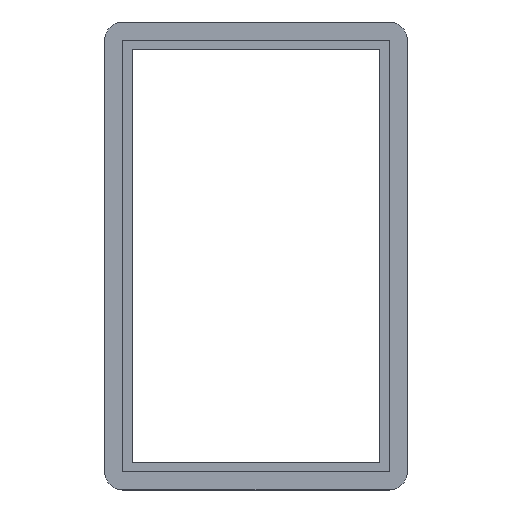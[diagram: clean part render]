
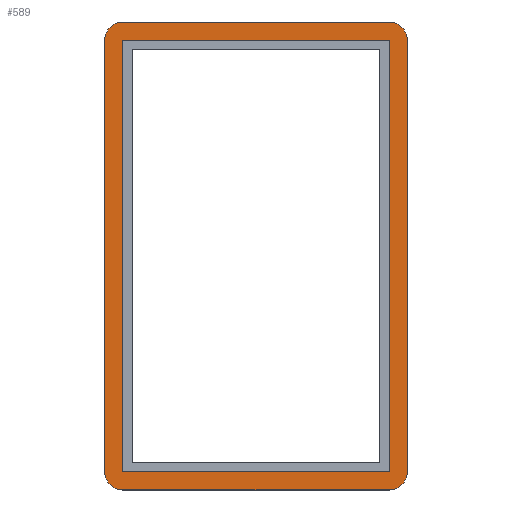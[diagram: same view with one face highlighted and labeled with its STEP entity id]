
A CAD part, top view. The second image highlights one B-rep face of the part: STEP entity #589.
In plain terms, the highlighted planar face has unit normal (0, 0, 1).
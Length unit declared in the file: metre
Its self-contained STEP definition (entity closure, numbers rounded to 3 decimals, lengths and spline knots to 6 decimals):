
#16=CIRCLE('',#630,0.004);
#18=CIRCLE('',#634,0.004);
#20=CIRCLE('',#638,0.004);
#22=CIRCLE('',#642,0.004);
#116=ORIENTED_EDGE('',*,*,#232,.T.);
#117=ORIENTED_EDGE('',*,*,#254,.F.);
#118=ORIENTED_EDGE('',*,*,#251,.T.);
#119=ORIENTED_EDGE('',*,*,#248,.T.);
#120=ORIENTED_EDGE('',*,*,#245,.T.);
#121=ORIENTED_EDGE('',*,*,#242,.T.);
#122=ORIENTED_EDGE('',*,*,#239,.T.);
#123=ORIENTED_EDGE('',*,*,#236,.F.);
#124=ORIENTED_EDGE('',*,*,#223,.T.);
#125=ORIENTED_EDGE('',*,*,#231,.T.);
#126=ORIENTED_EDGE('',*,*,#228,.F.);
#127=ORIENTED_EDGE('',*,*,#225,.F.);
#223=EDGE_CURVE('',#305,#307,#359,.T.);
#225=EDGE_CURVE('',#305,#309,#361,.T.);
#228=EDGE_CURVE('',#309,#311,#364,.T.);
#231=EDGE_CURVE('',#307,#311,#367,.T.);
#232=EDGE_CURVE('',#312,#313,#16,.T.);
#236=EDGE_CURVE('',#312,#316,#370,.T.);
#239=EDGE_CURVE('',#318,#316,#18,.T.);
#242=EDGE_CURVE('',#320,#318,#374,.T.);
#245=EDGE_CURVE('',#322,#320,#20,.T.);
#248=EDGE_CURVE('',#324,#322,#378,.T.);
#251=EDGE_CURVE('',#326,#324,#22,.T.);
#254=EDGE_CURVE('',#326,#313,#382,.T.);
#305=VERTEX_POINT('',#871);
#307=VERTEX_POINT('',#875);
#309=VERTEX_POINT('',#881);
#311=VERTEX_POINT('',#887);
#312=VERTEX_POINT('',#894);
#313=VERTEX_POINT('',#895);
#316=VERTEX_POINT('',#903);
#318=VERTEX_POINT('',#909);
#320=VERTEX_POINT('',#915);
#322=VERTEX_POINT('',#921);
#324=VERTEX_POINT('',#927);
#326=VERTEX_POINT('',#933);
#359=LINE('',#876,#419);
#361=LINE('',#880,#421);
#364=LINE('',#886,#424);
#367=LINE('',#891,#427);
#370=LINE('',#902,#430);
#374=LINE('',#914,#434);
#378=LINE('',#926,#438);
#382=LINE('',#938,#442);
#419=VECTOR('',#692,1.);
#421=VECTOR('',#696,1.);
#424=VECTOR('',#701,1.);
#427=VECTOR('',#706,1.);
#430=VECTOR('',#717,1.);
#434=VECTOR('',#729,1.);
#438=VECTOR('',#741,1.);
#442=VECTOR('',#753,1.);
#490=EDGE_LOOP('',(#116,#117,#118,#119,#120,#121,#122,#123));
#491=EDGE_LOOP('',(#124,#125,#126,#127));
#530=FACE_BOUND('',#490,.T.);
#531=FACE_BOUND('',#491,.T.);
#565=PLANE('',#650);
#589=ADVANCED_FACE('',(#530,#531),#565,.F.);
#630=AXIS2_PLACEMENT_3D('',#893,#709,#710);
#634=AXIS2_PLACEMENT_3D('',#908,#722,#723);
#638=AXIS2_PLACEMENT_3D('',#920,#734,#735);
#642=AXIS2_PLACEMENT_3D('',#932,#746,#747);
#650=AXIS2_PLACEMENT_3D('',#957,#769,#770);
#692=DIRECTION('',(1.,0.,0.));
#696=DIRECTION('',(0.,-1.,0.));
#701=DIRECTION('',(1.,0.,0.));
#706=DIRECTION('',(0.,-1.,0.));
#709=DIRECTION('',(0.,0.,1.));
#710=DIRECTION('',(1.,0.,0.));
#717=DIRECTION('',(0.,-1.,0.));
#722=DIRECTION('',(0.,0.,1.));
#723=DIRECTION('',(1.,0.,0.));
#729=DIRECTION('',(1.,0.,0.));
#734=DIRECTION('',(0.,0.,1.));
#735=DIRECTION('',(1.,0.,0.));
#741=DIRECTION('',(0.,-1.,0.));
#746=DIRECTION('',(0.,0.,1.));
#747=DIRECTION('',(1.,0.,0.));
#753=DIRECTION('',(1.,0.,0.));
#769=DIRECTION('',(0.,0.,-1.));
#770=DIRECTION('',(1.,0.,0.));
#871=CARTESIAN_POINT('',(-0.029,0.047,0.04));
#875=CARTESIAN_POINT('',(0.029,0.047,0.04));
#876=CARTESIAN_POINT('',(0.,0.047,0.04));
#880=CARTESIAN_POINT('',(-0.029,0.,0.04));
#881=CARTESIAN_POINT('',(-0.029,-0.047,0.04));
#886=CARTESIAN_POINT('',(0.,-0.047,0.04));
#887=CARTESIAN_POINT('',(0.029,-0.047,0.04));
#891=CARTESIAN_POINT('',(0.029,0.,0.04));
#893=CARTESIAN_POINT('',(0.029,0.047,0.04));
#894=CARTESIAN_POINT('',(0.033,0.047,0.04));
#895=CARTESIAN_POINT('',(0.029,0.051,0.04));
#902=CARTESIAN_POINT('',(0.033,0.,0.04));
#903=CARTESIAN_POINT('',(0.033,-0.047,0.04));
#908=CARTESIAN_POINT('',(0.029,-0.047,0.04));
#909=CARTESIAN_POINT('',(0.029,-0.051,0.04));
#914=CARTESIAN_POINT('',(0.,-0.051,0.04));
#915=CARTESIAN_POINT('',(-0.029,-0.051,0.04));
#920=CARTESIAN_POINT('',(-0.029,-0.047,0.04));
#921=CARTESIAN_POINT('',(-0.033,-0.047,0.04));
#926=CARTESIAN_POINT('',(-0.033,0.,0.04));
#927=CARTESIAN_POINT('',(-0.033,0.047,0.04));
#932=CARTESIAN_POINT('',(-0.029,0.047,0.04));
#933=CARTESIAN_POINT('',(-0.029,0.051,0.04));
#938=CARTESIAN_POINT('',(0.,0.051,0.04));
#957=CARTESIAN_POINT('',(0.,0.,0.04));
